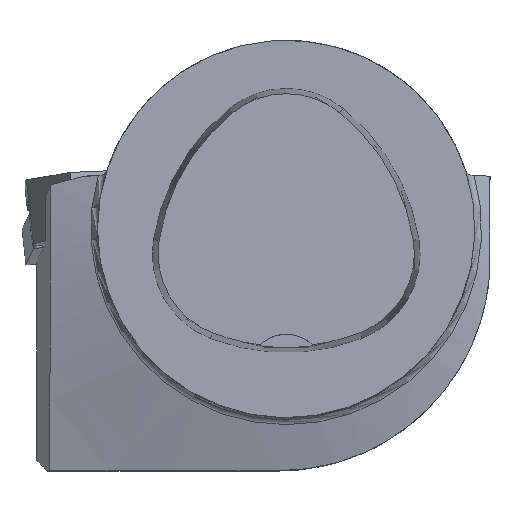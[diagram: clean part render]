
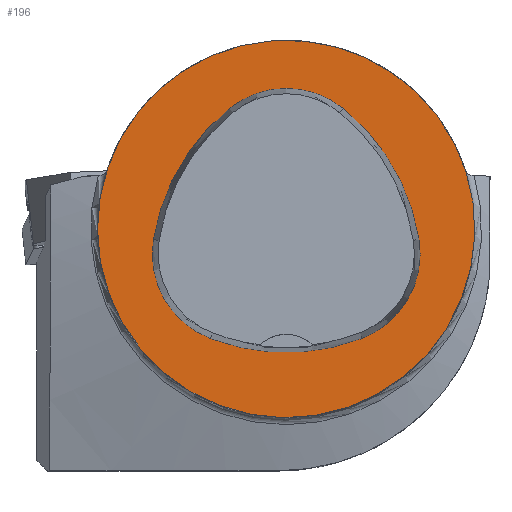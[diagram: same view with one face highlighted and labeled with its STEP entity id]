
A CAD part, top view. The second image highlights one B-rep face of the part: STEP entity #196.
In plain terms, the highlighted planar face has unit normal (0, 0, 1).
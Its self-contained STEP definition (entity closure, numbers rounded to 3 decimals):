
#105=FACE_BOUND('',#395,.T.);
#106=FACE_BOUND('',#396,.T.);
#146=CIRCLE('',#1531,25.);
#148=CIRCLE('',#1540,28.);
#150=CIRCLE('',#1543,12.);
#152=CIRCLE('',#1546,28.);
#154=CIRCLE('',#1549,12.);
#158=CIRCLE('',#1554,28.);
#160=CIRCLE('',#1557,12.);
#196=ADVANCED_FACE('',(#105,#106),#260,.T.);
#260=PLANE('',#1562);
#395=EDGE_LOOP('',(#632,#633,#634,#635,#636,#637));
#396=EDGE_LOOP('',(#638));
#632=ORIENTED_EDGE('',*,*,#1117,.T.);
#633=ORIENTED_EDGE('',*,*,#1097,.T.);
#634=ORIENTED_EDGE('',*,*,#1101,.T.);
#635=ORIENTED_EDGE('',*,*,#1104,.T.);
#636=ORIENTED_EDGE('',*,*,#1107,.T.);
#637=ORIENTED_EDGE('',*,*,#1115,.T.);
#638=ORIENTED_EDGE('',*,*,#1086,.F.);
#945=VERTEX_POINT('',#2285);
#954=VERTEX_POINT('',#2307);
#955=VERTEX_POINT('',#2308);
#958=VERTEX_POINT('',#2316);
#960=VERTEX_POINT('',#2322);
#962=VERTEX_POINT('',#2328);
#969=VERTEX_POINT('',#2349);
#1086=EDGE_CURVE('',#945,#945,#146,.T.);
#1097=EDGE_CURVE('',#954,#955,#148,.T.);
#1101=EDGE_CURVE('',#955,#958,#150,.T.);
#1104=EDGE_CURVE('',#958,#960,#152,.T.);
#1107=EDGE_CURVE('',#960,#962,#154,.T.);
#1115=EDGE_CURVE('',#962,#969,#158,.T.);
#1117=EDGE_CURVE('',#969,#954,#160,.T.);
#1531=AXIS2_PLACEMENT_3D('',#2284,#1743,#1744);
#1540=AXIS2_PLACEMENT_3D('',#2306,#1765,#1766);
#1543=AXIS2_PLACEMENT_3D('',#2315,#1773,#1774);
#1546=AXIS2_PLACEMENT_3D('',#2321,#1780,#1781);
#1549=AXIS2_PLACEMENT_3D('',#2327,#1787,#1788);
#1554=AXIS2_PLACEMENT_3D('',#2350,#1799,#1800);
#1557=AXIS2_PLACEMENT_3D('',#2353,#1805,#1806);
#1562=AXIS2_PLACEMENT_3D('',#2358,#1815,#1816);
#1743=DIRECTION('',(0.,0.,-1.));
#1744=DIRECTION('',(-1.,0.,0.));
#1765=DIRECTION('',(0.,0.,-1.));
#1766=DIRECTION('',(-1.,0.,0.));
#1773=DIRECTION('',(0.,0.,-1.));
#1774=DIRECTION('',(-1.,0.,0.));
#1780=DIRECTION('',(0.,0.,-1.));
#1781=DIRECTION('',(-1.,0.,0.));
#1787=DIRECTION('',(0.,0.,-1.));
#1788=DIRECTION('',(-1.,0.,0.));
#1799=DIRECTION('',(0.,0.,-1.));
#1800=DIRECTION('',(-1.,0.,0.));
#1805=DIRECTION('',(0.,0.,-1.));
#1806=DIRECTION('',(-1.,0.,0.));
#1815=DIRECTION('',(0.,0.,1.));
#1816=DIRECTION('',(-1.,0.,0.));
#2284=CARTESIAN_POINT('',(0.,0.,0.));
#2285=CARTESIAN_POINT('',(-25.,0.,0.));
#2306=CARTESIAN_POINT('',(10.068,-5.824,0.));
#2307=CARTESIAN_POINT('',(-17.584,-1.424,0.));
#2308=CARTESIAN_POINT('',(-7.531,15.953,0.));
#2315=CARTESIAN_POINT('',(0.011,6.62,0.));
#2316=CARTESIAN_POINT('',(7.567,15.942,0.));
#2321=CARTESIAN_POINT('',(-10.063,-5.81,0.));
#2322=CARTESIAN_POINT('',(17.59,-1.418,0.));
#2327=CARTESIAN_POINT('',(5.739,-3.3,0.));
#2328=CARTESIAN_POINT('',(10.05,-14.499,0.));
#2349=CARTESIAN_POINT('',(-10.025,-14.516,0.));
#2350=CARTESIAN_POINT('',(-0.01,11.631,0.));
#2353=CARTESIAN_POINT('',(-5.733,-3.31,0.));
#2358=CARTESIAN_POINT('',(0.,0.,0.));
